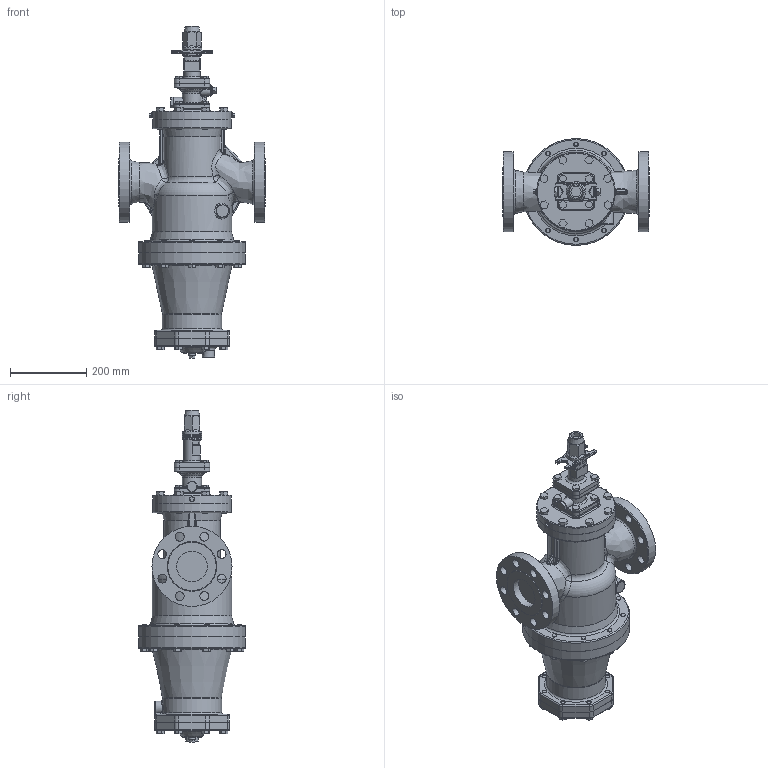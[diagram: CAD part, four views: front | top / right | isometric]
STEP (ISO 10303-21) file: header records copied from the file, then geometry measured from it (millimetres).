
FILE_DESCRIPTION(/* description */ (''),/* implementation_level */ '2;1');
FILE_NAME(/* name */ 'cos16-080-a0300-00.stp',/* time_stamp */ '2017-10-06T17:15:28+09:00',/* author */ ('nakaot'),/* organization */ (''),/* preprocessor_version */ 'ST-DEVELOPER v15.6',/* originating_system */ 'Autodesk Inventor 2015',/* authorisation */ '');
FILE_SCHEMA (('CONFIG_CONTROL_DESIGN'));
Length unit declared in the file: millimetre
Products named in the file (1): cos16-080-a0300-00
Bounding box: 384 x 280 x 870.4 mm (x, y, z)
Volume: 22468132.5 mm3; surface area: 1212613.4 mm2
Topology: 6 solids, 6 shells, 1023 faces, 2437 edges, 1539 vertices
Faces by surface type: plane 496, cylinder 293, bspline 116, torus 66, sphere 30, cone 22
Full cylindrical faces by diameter (mm): 8.376 x4, 10 x4, 10.106 x26, 12 x30, 14 x26, 17.475 x1, 23 x16, 27 x1, 30 x1, 32 x1, 42 x1, 44.924 x1, 48.648 x1, 51 x1, 52 x1, 80 x2, 94.101 x1, 111.052 x1, 155 x1, 193.783 x1, 206 x2, 208 x1, 210 x2, 280 x2
Entity records: 34628 total; most frequent: CARTESIAN_POINT 12377, DIRECTION 4459, ORIENTED_EDGE 4354, EDGE_CURVE 2177, AXIS2_PLACEMENT_3D 1671, VERTEX_POINT 1451, EDGE_LOOP 1390, LINE 1117
